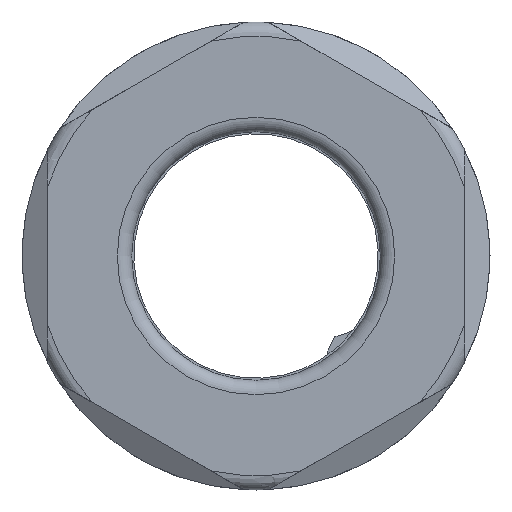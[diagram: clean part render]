
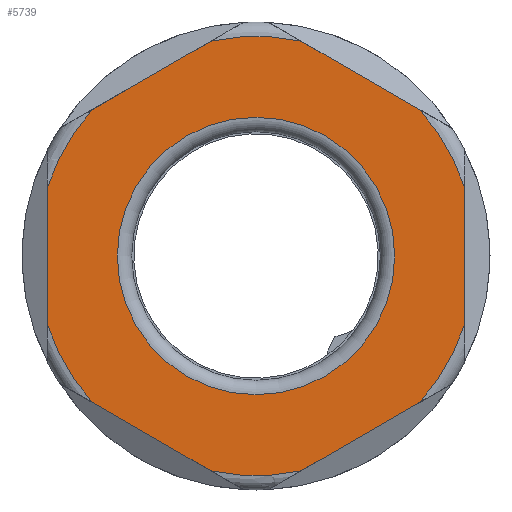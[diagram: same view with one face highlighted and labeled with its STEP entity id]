
A CAD part, left-side view. The second image highlights one B-rep face of the part: STEP entity #5739.
In plain terms, the highlighted planar face has unit normal (-1, 0, 0).
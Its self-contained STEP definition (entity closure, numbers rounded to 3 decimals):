
#109=FACE_BOUND('',#1100,.T.);
#196=CIRCLE('',#6198,15.265);
#199=CIRCLE('',#6202,15.265);
#201=CIRCLE('',#6205,15.265);
#202=CIRCLE('',#6207,15.265);
#204=CIRCLE('',#6210,15.265);
#210=CIRCLE('',#6220,9.64);
#211=CIRCLE('',#6222,15.265);
#508=PLANE('',#6221);
#760=FACE_OUTER_BOUND('',#1099,.T.);
#1099=EDGE_LOOP('',(#4387,#4388,#4389,#4390,#4391,#4392,#4393,#4394,#4395,
#4396,#4397,#4398));
#1100=EDGE_LOOP('',(#4399));
#1470=LINE('',#12357,#1957);
#1475=LINE('',#12396,#1962);
#1480=LINE('',#12435,#1967);
#1485=LINE('',#12474,#1972);
#1490=LINE('',#12515,#1977);
#1495=LINE('',#12556,#1982);
#1957=VECTOR('',#7045,10.);
#1962=VECTOR('',#7058,10.);
#1967=VECTOR('',#7071,10.);
#1972=VECTOR('',#7084,10.);
#1977=VECTOR('',#7097,10.);
#1982=VECTOR('',#7110,10.);
#2543=VERTEX_POINT('',#12345);
#2544=VERTEX_POINT('',#12356);
#2551=VERTEX_POINT('',#12382);
#2552=VERTEX_POINT('',#12395);
#2559=VERTEX_POINT('',#12423);
#2560=VERTEX_POINT('',#12434);
#2567=VERTEX_POINT('',#12460);
#2568=VERTEX_POINT('',#12473);
#2575=VERTEX_POINT('',#12501);
#2576=VERTEX_POINT('',#12514);
#2583=VERTEX_POINT('',#12542);
#2584=VERTEX_POINT('',#12555);
#2589=VERTEX_POINT('',#12609);
#3193=EDGE_CURVE('',#2544,#2543,#1470,.T.);
#3202=EDGE_CURVE('',#2552,#2551,#1475,.T.);
#3211=EDGE_CURVE('',#2560,#2559,#1480,.T.);
#3220=EDGE_CURVE('',#2568,#2567,#1485,.T.);
#3229=EDGE_CURVE('',#2576,#2575,#1490,.T.);
#3238=EDGE_CURVE('',#2584,#2583,#1495,.T.);
#3247=EDGE_CURVE('',#2552,#2543,#196,.T.);
#3250=EDGE_CURVE('',#2560,#2551,#199,.T.);
#3252=EDGE_CURVE('',#2544,#2583,#201,.T.);
#3253=EDGE_CURVE('',#2576,#2567,#202,.T.);
#3255=EDGE_CURVE('',#2568,#2559,#204,.T.);
#3261=EDGE_CURVE('',#2589,#2589,#210,.T.);
#3262=EDGE_CURVE('',#2584,#2575,#211,.T.);
#4387=ORIENTED_EDGE('',*,*,#3229,.T.);
#4388=ORIENTED_EDGE('',*,*,#3262,.F.);
#4389=ORIENTED_EDGE('',*,*,#3238,.T.);
#4390=ORIENTED_EDGE('',*,*,#3252,.F.);
#4391=ORIENTED_EDGE('',*,*,#3193,.T.);
#4392=ORIENTED_EDGE('',*,*,#3247,.F.);
#4393=ORIENTED_EDGE('',*,*,#3202,.T.);
#4394=ORIENTED_EDGE('',*,*,#3250,.F.);
#4395=ORIENTED_EDGE('',*,*,#3211,.T.);
#4396=ORIENTED_EDGE('',*,*,#3255,.F.);
#4397=ORIENTED_EDGE('',*,*,#3220,.T.);
#4398=ORIENTED_EDGE('',*,*,#3253,.F.);
#4399=ORIENTED_EDGE('',*,*,#3261,.T.);
#5739=ADVANCED_FACE('',(#760,#109),#508,.T.);
#6198=AXIS2_PLACEMENT_3D('',#12584,#7138,#7139);
#6202=AXIS2_PLACEMENT_3D('',#12588,#7146,#7147);
#6205=AXIS2_PLACEMENT_3D('',#12591,#7152,#7153);
#6207=AXIS2_PLACEMENT_3D('',#12593,#7156,#7157);
#6210=AXIS2_PLACEMENT_3D('',#12596,#7162,#7163);
#6220=AXIS2_PLACEMENT_3D('',#12610,#7182,#7183);
#6221=AXIS2_PLACEMENT_3D('',#12611,#7184,#7185);
#6222=AXIS2_PLACEMENT_3D('',#12612,#7186,#7187);
#7045=DIRECTION('',(0.,0.866,-0.5));
#7058=DIRECTION('',(0.,0.,-1.));
#7071=DIRECTION('',(0.,-0.866,-0.5));
#7084=DIRECTION('',(0.,-0.866,0.5));
#7097=DIRECTION('',(0.,0.,1.));
#7110=DIRECTION('',(0.,0.866,0.5));
#7138=DIRECTION('center_axis',(1.,0.,0.));
#7139=DIRECTION('ref_axis',(0.,0.,-1.));
#7146=DIRECTION('center_axis',(1.,0.,0.));
#7147=DIRECTION('ref_axis',(0.,0.,-1.));
#7152=DIRECTION('center_axis',(1.,0.,0.));
#7153=DIRECTION('ref_axis',(0.,0.,-1.));
#7156=DIRECTION('center_axis',(1.,0.,0.));
#7157=DIRECTION('ref_axis',(0.,0.,-1.));
#7162=DIRECTION('center_axis',(1.,0.,0.));
#7163=DIRECTION('ref_axis',(0.,0.,-1.));
#7182=DIRECTION('center_axis',(1.,0.,0.));
#7183=DIRECTION('ref_axis',(0.,0.,-1.));
#7184=DIRECTION('center_axis',(-1.,0.,0.));
#7185=DIRECTION('ref_axis',(0.,0.,1.));
#7186=DIRECTION('center_axis',(1.,0.,0.));
#7187=DIRECTION('ref_axis',(0.,0.,-1.));
#12345=CARTESIAN_POINT('',(-25.5,11.383,10.171));
#12356=CARTESIAN_POINT('',(-25.5,3.117,14.943));
#12357=CARTESIAN_POINT('',(-25.5,16.165,7.41));
#12382=CARTESIAN_POINT('',(-25.5,14.5,-4.772));
#12395=CARTESIAN_POINT('',(-25.5,14.5,4.772));
#12396=CARTESIAN_POINT('',(-25.5,14.5,-3.684));
#12423=CARTESIAN_POINT('',(-25.5,3.117,-14.943));
#12434=CARTESIAN_POINT('',(-25.5,11.383,-10.171));
#12435=CARTESIAN_POINT('',(-25.5,9.784,-11.095));
#12460=CARTESIAN_POINT('',(-25.5,-11.383,-10.171));
#12473=CARTESIAN_POINT('',(-25.5,-3.117,-14.943));
#12474=CARTESIAN_POINT('',(-25.5,-4.716,-14.02));
#12501=CARTESIAN_POINT('',(-25.5,-14.5,4.772));
#12514=CARTESIAN_POINT('',(-25.5,-14.5,-4.772));
#12515=CARTESIAN_POINT('',(-25.5,-14.5,3.684));
#12542=CARTESIAN_POINT('',(-25.5,-3.117,14.943));
#12555=CARTESIAN_POINT('',(-25.5,-11.383,10.171));
#12556=CARTESIAN_POINT('',(-25.5,1.665,17.705));
#12584=CARTESIAN_POINT('Origin',(-25.5,0.,0.));
#12588=CARTESIAN_POINT('Origin',(-25.5,0.,0.));
#12591=CARTESIAN_POINT('Origin',(-25.5,0.,0.));
#12593=CARTESIAN_POINT('Origin',(-25.5,0.,0.));
#12596=CARTESIAN_POINT('Origin',(-25.5,0.,0.));
#12609=CARTESIAN_POINT('',(-25.5,9.64,0.));
#12610=CARTESIAN_POINT('Origin',(-25.5,0.,0.));
#12611=CARTESIAN_POINT('Origin',(-25.5,15.265,0.));
#12612=CARTESIAN_POINT('Origin',(-25.5,0.,0.));
